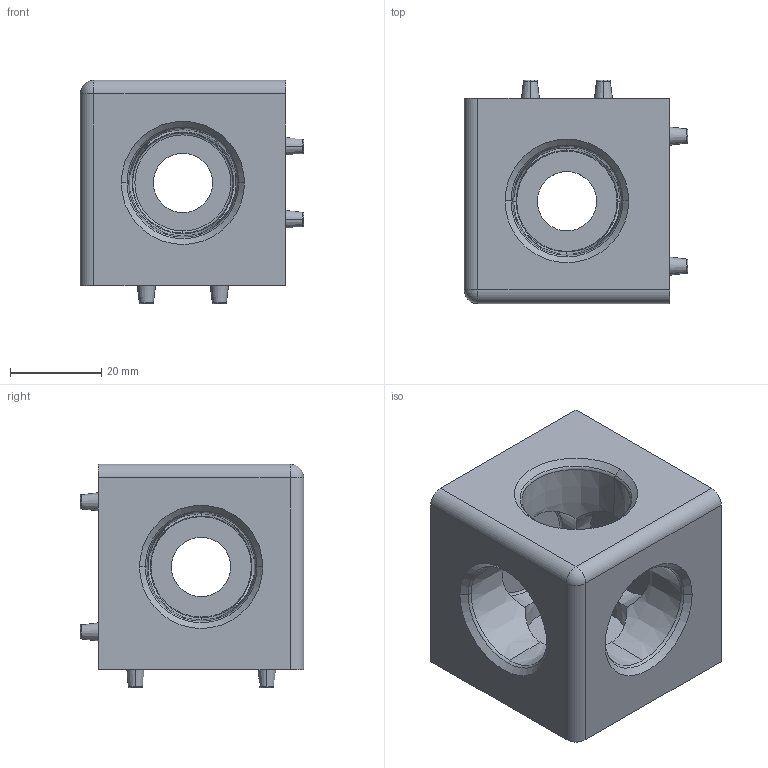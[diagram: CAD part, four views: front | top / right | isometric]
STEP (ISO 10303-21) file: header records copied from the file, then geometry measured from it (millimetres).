
FILE_DESCRIPTION (( 'STEP AP214' ), '1' );
FILE_NAME ('093ww454n10r.STEP', '2014-08-21T06:45:32', ( '' ), ( '' ), 'SwSTEP 2.0', 'SolidWorks 2014', '' );
FILE_SCHEMA (( 'AUTOMOTIVE_DESIGN' ));
Length unit declared in the file: millimetre
Products named in the file (1): 093ww454n10r
Bounding box: 49 x 49 x 49 mm (x, y, z)
Volume: 56096.3 mm3; surface area: 15998.7 mm2
Topology: 1 solids, 1 shells, 114 faces, 263 edges, 161 vertices
Faces by surface type: cone 42, torus 32, plane 30, cylinder 9, sphere 1
Entity records: 3618 total; most frequent: CARTESIAN_POINT 892, DIRECTION 624, ORIENTED_EDGE 524, AXIS2_PLACEMENT_3D 267, EDGE_CURVE 262, VERTEX_POINT 161, CIRCLE 152, EDGE_LOOP 135
